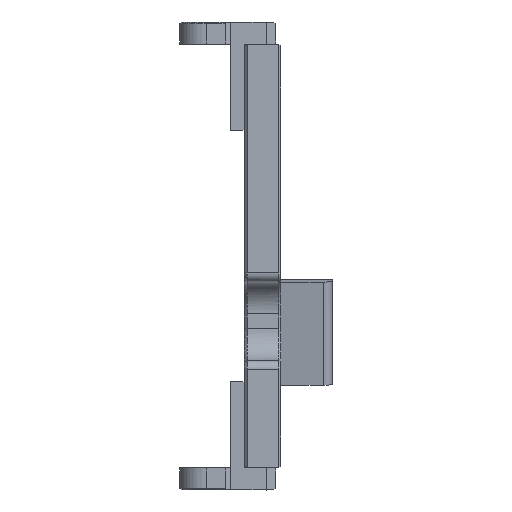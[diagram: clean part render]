
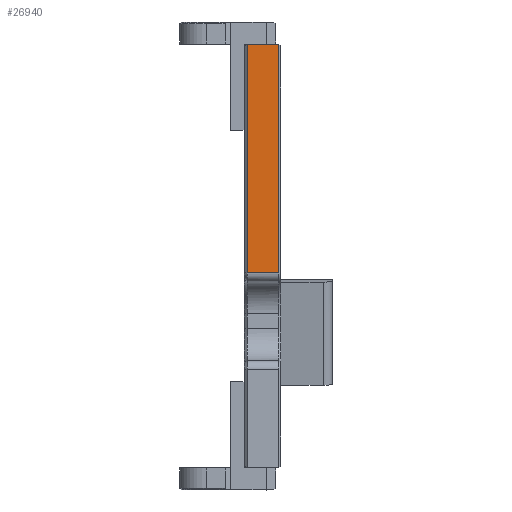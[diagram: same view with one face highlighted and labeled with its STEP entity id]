
A CAD part, left-side view. The second image highlights one B-rep face of the part: STEP entity #26940.
In plain terms, the highlighted free-form (B-spline) face has degree [1, 1] with [2, 2] control points.
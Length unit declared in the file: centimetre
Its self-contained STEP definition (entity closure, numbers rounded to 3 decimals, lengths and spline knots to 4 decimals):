
#25650 = CARTESIAN_POINT ('', (-0.263, -12.5521, 147.3559));
#25660 = VERTEX_POINT ('', #25650);
#25670 = CARTESIAN_POINT ('', (-0.263, -9.0999, 147.3559));
#25680 = VERTEX_POINT ('', #25670);
#25690 = CARTESIAN_POINT ('', (-0.263, -12.5521, 147.3559));
#25700 = CARTESIAN_POINT ('', (-0.263, -9.0999, 147.3559));
#25710 = B_SPLINE_CURVE_WITH_KNOTS ('', 1, (#25690, #25700), .UNSPECIFIED., .F., .U., (2, 2), (0.0506, 0.9241), .UNSPECIFIED.);
#25720 = EDGE_CURVE ('', #25660, #25680, #25710, .T.);
#26670 = CARTESIAN_POINT ('', (-0.263, -9.0999, 122.4446));
#26680 = VERTEX_POINT ('', #26670);
#26690 = CARTESIAN_POINT ('', (-0.263, -12.5521, 122.4446));
#26700 = VERTEX_POINT ('', #26690);
#26710 = CARTESIAN_POINT ('', (-0.263, -9.0999, 122.4446));
#26720 = CARTESIAN_POINT ('', (-0.263, -12.5521, 122.4446));
#26730 = (
   BOUNDED_CURVE ()
   B_SPLINE_CURVE (1, (#26710, #26720), .UNSPECIFIED., .F., .U.)
   B_SPLINE_CURVE_WITH_KNOTS ((2, 2), (2.2761, 5.7283), .UNSPECIFIED.)
   CURVE ()
   GEOMETRIC_REPRESENTATION_ITEM ()
   RATIONAL_B_SPLINE_CURVE ((1., 1.))
   REPRESENTATION_ITEM ('')
);
#26740 = EDGE_CURVE ('', #26680, #26700, #26730, .T.);
#26750 = ORIENTED_EDGE ('', *, *, #26740, .T.);
#26760 = CARTESIAN_POINT ('', (-0.263, -12.5521, 147.3559));
#26770 = CARTESIAN_POINT ('', (-0.263, -12.5521, 122.4446));
#26780 = B_SPLINE_CURVE_WITH_KNOTS ('', 1, (#26760, #26770), .UNSPECIFIED., .F., .U., (2, 2), (0.3333, 1.), .UNSPECIFIED.);
#26790 = EDGE_CURVE ('', #25660, #26700, #26780, .T.);
#26800 = ORIENTED_EDGE ('', *, *, #26790, .F.);
#26810 = ORIENTED_EDGE ('', *, *, #25720, .T.);
#26820 = CARTESIAN_POINT ('', (-0.263, -9.0999, 147.3559));
#26830 = CARTESIAN_POINT ('', (-0.263, -9.0999, 122.4446));
#26840 = B_SPLINE_CURVE_WITH_KNOTS ('', 1, (#26820, #26830), .UNSPECIFIED., .F., .U., (2, 2), (0.3333, 1.), .UNSPECIFIED.);
#26850 = EDGE_CURVE ('', #25680, #26680, #26840, .T.);
#26860 = ORIENTED_EDGE ('', *, *, #26850, .T.);
#26870 = EDGE_LOOP ('', (#26750, #26800, #26810, #26860));
#26880 = FACE_OUTER_BOUND ('', #26870, .T.);
#26890 = CARTESIAN_POINT ('', (-0.263, -12.7521, 147.3559));
#26900 = CARTESIAN_POINT ('', (-0.263, -12.7521, 101.1559));
#26910 = CARTESIAN_POINT ('', (-0.263, -8.7999, 147.3559));
#26920 = CARTESIAN_POINT ('', (-0.263, -8.7999, 101.1559));
#26930 = B_SPLINE_SURFACE_WITH_KNOTS ('', 1, 1, ((#26890, #26900), (#26910, #26920)), .UNSPECIFIED., .F., .F., .U., (2, 2), (2, 2), (0., 1.), (35.0571, 81.1989), .UNSPECIFIED.);
#26940 = ADVANCED_FACE ('', (#26880), #26930, .T.);
